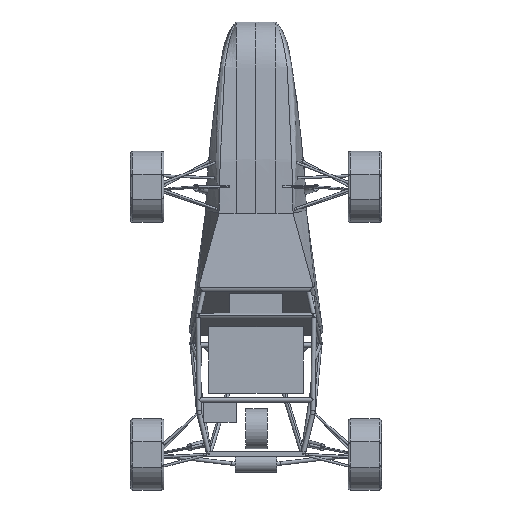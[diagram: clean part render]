
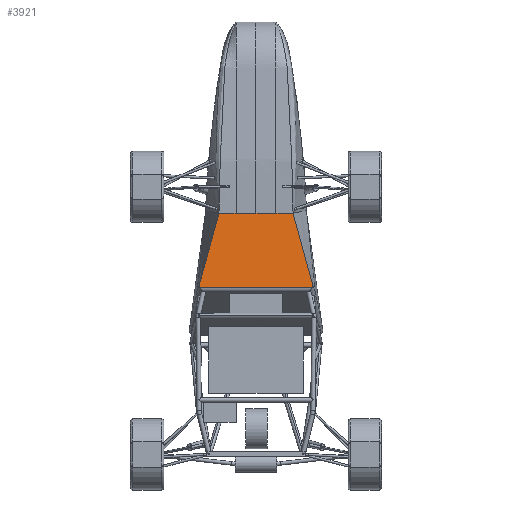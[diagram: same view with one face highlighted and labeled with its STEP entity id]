
A CAD part, front view. The second image highlights one B-rep face of the part: STEP entity #3921.
In plain terms, the highlighted planar face has unit normal (0, -0.997, 0.083).
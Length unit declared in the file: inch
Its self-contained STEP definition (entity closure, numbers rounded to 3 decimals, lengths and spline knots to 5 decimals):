
#80 = CARTESIAN_POINT ( 'NONE',  ( 0., 3.77307, 24.20073 ) ) ;
#464 = ORIENTED_EDGE ( 'NONE', *, *, #2545, .T. ) ;
#578 = VERTEX_POINT ( 'NONE', #22516 ) ;
#1297 = CARTESIAN_POINT ( 'NONE',  ( -12.71069, 2.40925, 7.81028 ) ) ;
#1458 = CARTESIAN_POINT ( 'NONE',  ( -12.6764, 2.45958, 8.41522 ) ) ;
#1474 = VERTEX_POINT ( 'NONE', #11432 ) ;
#1487 = DIRECTION ( 'NONE',  ( -1., 0., 0. ) ) ;
#1783 = CARTESIAN_POINT ( 'NONE',  ( -12.72832, 2.43456, 8.11455 ) ) ;
#2161 = CARTESIAN_POINT ( 'NONE',  ( -10.70546, 3.05721, 15.59748 ) ) ;
#2252 = CARTESIAN_POINT ( 'NONE',  ( 12.68656, 2.4565, 8.37821 ) ) ;
#2545 = EDGE_CURVE ( 'NONE', #11683, #1474, #14532, .T. ) ;
#2904 = CARTESIAN_POINT ( 'NONE',  ( 12.72494, 2.41872, 7.92409 ) ) ;
#3921 = ADVANCED_FACE ( 'NONE', ( #26905 ), #29519, .T. ) ;
#3981 = VERTEX_POINT ( 'NONE', #19712 ) ;
#4010 = DIRECTION ( 'NONE',  ( 0., -0.997, 0.083 ) ) ;
#4612 = LINE ( 'NONE', #2161, #10085 ) ;
#5347 = CARTESIAN_POINT ( 'NONE',  ( 12.7213, 2.41553, 7.88575 ) ) ;
#5815 = EDGE_CURVE ( 'NONE', #3981, #9767, #9865, .T. ) ;
#7124 = CARTESIAN_POINT ( 'NONE',  ( -8.34456, 3.77307, 24.20073 ) ) ;
#7297 = CARTESIAN_POINT ( 'NONE',  ( -1.5, 3.77307, 24.20073 ) ) ;
#7329 = CARTESIAN_POINT ( 'NONE',  ( 12.71556, 2.444, 8.22791 ) ) ;
#8428 = ORIENTED_EDGE ( 'NONE', *, *, #28316, .F. ) ;
#9271 = EDGE_CURVE ( 'NONE', #9767, #11683, #19147, .T. ) ;
#9704 = DIRECTION ( 'NONE',  ( -0.264, -0.08, -0.961 ) ) ;
#9767 = VERTEX_POINT ( 'NONE', #19596 ) ;
#9865 = LINE ( 'NONE', #15100, #19092 ) ;
#9913 = CARTESIAN_POINT ( 'NONE',  ( -4.5, 3.77307, 24.20073 ) ) ;
#9949 = ORIENTED_EDGE ( 'NONE', *, *, #20821, .F. ) ;
#10072 = CARTESIAN_POINT ( 'NONE',  ( -3., 3.77307, 24.20073 ) ) ;
#10085 = VECTOR ( 'NONE', #9704, 39.37008 ) ;
#10105 = CARTESIAN_POINT ( 'NONE',  ( 12.65354, 2.39095, 7.59035 ) ) ;
#10282 = LINE ( 'NONE', #10592, #26811 ) ;
#10592 = CARTESIAN_POINT ( 'NONE',  ( -13.06635, 2.38513, 7.52042 ) ) ;
#10704 = DIRECTION ( 'NONE',  ( 0.264, -0.08, -0.961 ) ) ;
#11264 = CARTESIAN_POINT ( 'NONE',  ( -12.73088, 2.42824, 8.03861 ) ) ;
#11432 = CARTESIAN_POINT ( 'NONE',  ( -4.5, 3.77307, 24.20073 ) ) ;
#11578 = CARTESIAN_POINT ( 'NONE',  ( -12.62131, 2.38513, 7.52042 ) ) ;
#11605 = CARTESIAN_POINT ( 'NONE',  ( 0., 3.77307, 24.20073 ) ) ;
#11683 = VERTEX_POINT ( 'NONE', #11605 ) ;
#12132 = CARTESIAN_POINT ( 'NONE',  ( -12.62131, 2.38513, 7.52042 ) ) ;
#12227 = CARTESIAN_POINT ( 'NONE',  ( 12.6764, 2.45958, 8.41522 ) ) ;
#13216 = DIRECTION ( 'NONE',  ( -1., 0., 0. ) ) ;
#14532 = B_SPLINE_CURVE_WITH_KNOTS ( 'NONE', 3,
 ( #80, #7297, #10072, #9913 ),
 .UNSPECIFIED., .F., .F.,
 ( 4, 4 ),
 ( 0., 1. ),
 .UNSPECIFIED. ) ;
#14700 = CARTESIAN_POINT ( 'NONE',  ( 12.6953, 2.45339, 8.3408 ) ) ;
#14823 = VECTOR ( 'NONE', #10704, 39.37008 ) ;
#14865 = CARTESIAN_POINT ( 'NONE',  ( 12.72832, 2.43456, 8.11455 ) ) ;
#15100 = CARTESIAN_POINT ( 'NONE',  ( 8.34456, 3.77307, 24.20073 ) ) ;
#15867 = ORIENTED_EDGE ( 'NONE', *, *, #26426, .T. ) ;
#16422 = CARTESIAN_POINT ( 'NONE',  ( -8.34456, 3.77307, 24.20073 ) ) ;
#16548 = CARTESIAN_POINT ( 'NONE',  ( -4.5, 3.77307, 24.20073 ) ) ;
#17145 = CARTESIAN_POINT ( 'NONE',  ( 12.62131, 2.38513, 7.52042 ) ) ;
#17852 = VERTEX_POINT ( 'NONE', #28519 ) ;
#18341 = CARTESIAN_POINT ( 'NONE',  ( -7.06304, 3.77307, 24.20073 ) ) ;
#18778 = CARTESIAN_POINT ( 'NONE',  ( -12.67769, 2.39694, 7.66235 ) ) ;
#19092 = VECTOR ( 'NONE', #29958, 39.37008 ) ;
#19147 = LINE ( 'NONE', #29106, #25160 ) ;
#19596 = CARTESIAN_POINT ( 'NONE',  ( 4.5, 3.77307, 24.20073 ) ) ;
#19712 = CARTESIAN_POINT ( 'NONE',  ( 8.34456, 3.77307, 24.20073 ) ) ;
#19757 = CARTESIAN_POINT ( 'NONE',  ( 12.71069, 2.40925, 7.81028 ) ) ;
#20616 = B_SPLINE_CURVE_WITH_KNOTS ( 'NONE', 3,
 ( #17145, #10105, #22353, #24642, #19757, #5347, #2904, #29711, #14865, #7329, #27096, #14700, #2252, #12227 ),
 .UNSPECIFIED., .F., .F.,
 ( 4, 2, 2, 2, 2, 2, 4 ),
 ( 0., 0.00579, 0.00869, 0.01158, 0.01737, 0.02027, 0.02316 ),
 .UNSPECIFIED. ) ;
#20821 = EDGE_CURVE ( 'NONE', #29654, #17852, #22466, .T. ) ;
#21332 = EDGE_CURVE ( 'NONE', #3981, #28757, #27709, .T. ) ;
#21553 = CARTESIAN_POINT ( 'NONE',  ( -12.72494, 2.41872, 7.92409 ) ) ;
#21959 = ORIENTED_EDGE ( 'NONE', *, *, #9271, .T. ) ;
#22149 = DIRECTION ( 'NONE',  ( 1., 0., 0. ) ) ;
#22353 = CARTESIAN_POINT ( 'NONE',  ( 12.67769, 2.39694, 7.66235 ) ) ;
#22466 = B_SPLINE_CURVE_WITH_KNOTS ( 'NONE', 3,
 ( #11578, #23670, #18778, #26461, #1297, #28736, #21553, #11264, #1783, #28428, #31038, #31189, #28913, #1458 ),
 .UNSPECIFIED., .F., .F.,
 ( 4, 2, 2, 2, 2, 2, 4 ),
 ( 0., 0.00579, 0.00869, 0.01158, 0.01737, 0.02027, 0.02316 ),
 .UNSPECIFIED. ) ;
#22516 = CARTESIAN_POINT ( 'NONE',  ( 12.62131, 2.38513, 7.52042 ) ) ;
#23308 = ORIENTED_EDGE ( 'NONE', *, *, #29544, .T. ) ;
#23670 = CARTESIAN_POINT ( 'NONE',  ( -12.65354, 2.39095, 7.59035 ) ) ;
#23856 = EDGE_CURVE ( 'NONE', #25006, #1474, #27688, .T. ) ;
#24233 = AXIS2_PLACEMENT_3D ( 'NONE', #7124, #4010, #22149 ) ;
#24614 = ORIENTED_EDGE ( 'NONE', *, *, #5815, .T. ) ;
#24642 = CARTESIAN_POINT ( 'NONE',  ( 12.70373, 2.40614, 7.77296 ) ) ;
#25006 = VERTEX_POINT ( 'NONE', #16422 ) ;
#25160 = VECTOR ( 'NONE', #1487, 39.37008 ) ;
#26426 = EDGE_CURVE ( 'NONE', #578, #28757, #20616, .T. ) ;
#26461 = CARTESIAN_POINT ( 'NONE',  ( -12.70373, 2.40614, 7.77296 ) ) ;
#26554 = EDGE_LOOP ( 'NONE', ( #8428, #15867, #28181, #24614, #21959, #464, #30624, #23308, #9949 ) ) ;
#26811 = VECTOR ( 'NONE', #13216, 39.37008 ) ;
#26905 = FACE_OUTER_BOUND ( 'NONE', #26554, .T. ) ;
#27096 = CARTESIAN_POINT ( 'NONE',  ( 12.7098, 2.44713, 8.2656 ) ) ;
#27402 = CARTESIAN_POINT ( 'NONE',  ( 12.6764, 2.45958, 8.41522 ) ) ;
#27688 = B_SPLINE_CURVE_WITH_KNOTS ( 'NONE', 3,
 ( #30912, #18341, #28305, #16548 ),
 .UNSPECIFIED., .F., .F.,
 ( 4, 4 ),
 ( 0., 1. ),
 .UNSPECIFIED. ) ;
#27709 = LINE ( 'NONE', #30481, #14823 ) ;
#28181 = ORIENTED_EDGE ( 'NONE', *, *, #21332, .F. ) ;
#28305 = CARTESIAN_POINT ( 'NONE',  ( -5.78152, 3.77307, 24.20073 ) ) ;
#28316 = EDGE_CURVE ( 'NONE', #578, #29654, #10282, .T. ) ;
#28428 = CARTESIAN_POINT ( 'NONE',  ( -12.71556, 2.444, 8.22791 ) ) ;
#28519 = CARTESIAN_POINT ( 'NONE',  ( -12.6764, 2.45958, 8.41522 ) ) ;
#28736 = CARTESIAN_POINT ( 'NONE',  ( -12.7213, 2.41553, 7.88575 ) ) ;
#28757 = VERTEX_POINT ( 'NONE', #27402 ) ;
#28913 = CARTESIAN_POINT ( 'NONE',  ( -12.68656, 2.4565, 8.37821 ) ) ;
#29106 = CARTESIAN_POINT ( 'NONE',  ( 0., 3.77307, 24.20073 ) ) ;
#29519 = PLANE ( 'NONE',  #24233 ) ;
#29544 = EDGE_CURVE ( 'NONE', #25006, #17852, #4612, .T. ) ;
#29654 = VERTEX_POINT ( 'NONE', #12132 ) ;
#29711 = CARTESIAN_POINT ( 'NONE',  ( 12.73088, 2.42824, 8.03861 ) ) ;
#29958 = DIRECTION ( 'NONE',  ( -1., 0., 0. ) ) ;
#30481 = CARTESIAN_POINT ( 'NONE',  ( 10.70546, 3.05721, 15.59748 ) ) ;
#30624 = ORIENTED_EDGE ( 'NONE', *, *, #23856, .F. ) ;
#30912 = CARTESIAN_POINT ( 'NONE',  ( -8.34456, 3.77307, 24.20073 ) ) ;
#31038 = CARTESIAN_POINT ( 'NONE',  ( -12.7098, 2.44713, 8.2656 ) ) ;
#31189 = CARTESIAN_POINT ( 'NONE',  ( -12.6953, 2.45339, 8.3408 ) ) ;
